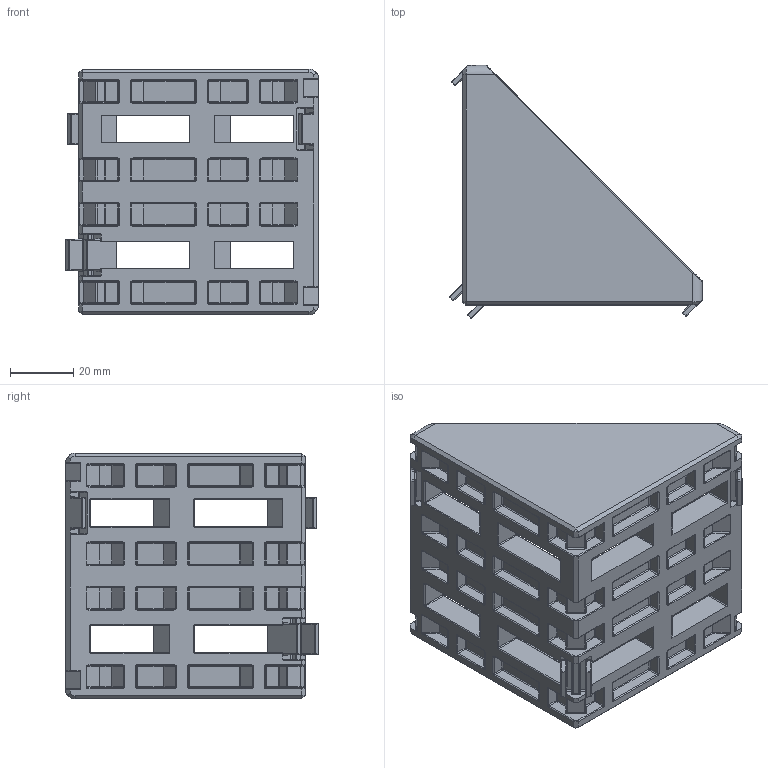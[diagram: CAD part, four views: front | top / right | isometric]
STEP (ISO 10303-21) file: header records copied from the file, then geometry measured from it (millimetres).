
FILE_DESCRIPTION (( 'STEP AP214' ), '1' );
FILE_NAME ('AL-3.21.40.8080.STEP', '2019-10-22T07:59:34', ( '' ), ( '' ), 'SwSTEP 2.0', 'SolidWorks 2018', '' );
FILE_SCHEMA (( 'AUTOMOTIVE_DESIGN' ));
Length unit declared in the file: millimetre
Products named in the file (1): AL-3.21.40.8080
Bounding box: 80.23 x 80.23 x 78 mm (x, y, z)
Volume: 97421.3 mm3; surface area: 38934.1 mm2
Topology: 1 solids, 1 shells, 1207 faces, 2792 edges, 1508 vertices
Faces by surface type: cylinder 573, plane 268, sphere 158, torus 126, bspline 78, cone 4
Entity records: 33700 total; most frequent: CARTESIAN_POINT 7484, DIRECTION 5824, ORIENTED_EDGE 5356, EDGE_CURVE 2678, AXIS2_PLACEMENT_3D 2272, VERTEX_POINT 1496, VECTOR 1280, LINE 1280
